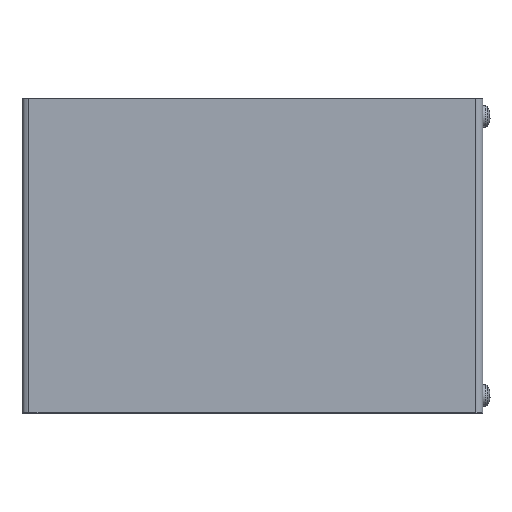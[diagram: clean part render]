
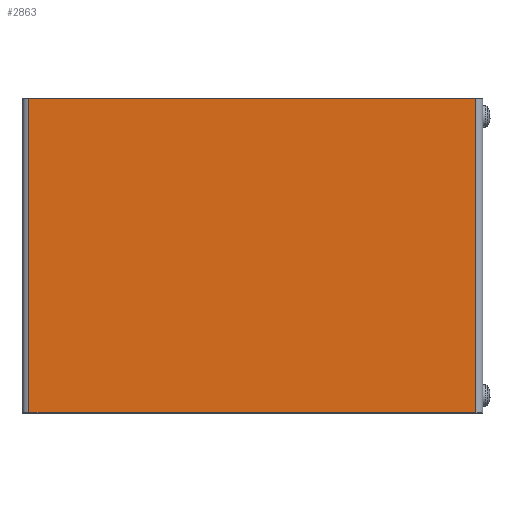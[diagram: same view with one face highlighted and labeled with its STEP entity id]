
A CAD part, top view. The second image highlights one B-rep face of the part: STEP entity #2863.
In plain terms, the highlighted planar face has unit normal (0, 0, 1).
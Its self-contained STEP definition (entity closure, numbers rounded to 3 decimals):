
#143=PLANE('',#3115);
#346=FACE_OUTER_BOUND('',#531,.T.);
#531=EDGE_LOOP('',(#2323,#2324,#2325,#2326));
#717=LINE('',#4495,#975);
#733=LINE('',#4536,#991);
#748=LINE('',#4571,#1006);
#750=LINE('',#4574,#1008);
#975=VECTOR('',#3601,10.);
#991=VECTOR('',#3643,10.);
#1006=VECTOR('',#3682,10.);
#1008=VECTOR('',#3686,10.);
#1386=VERTEX_POINT('',#4492);
#1387=VERTEX_POINT('',#4494);
#1398=VERTEX_POINT('',#4533);
#1399=VERTEX_POINT('',#4535);
#1700=EDGE_CURVE('',#1387,#1386,#717,.T.);
#1720=EDGE_CURVE('',#1399,#1398,#733,.T.);
#1738=EDGE_CURVE('',#1398,#1387,#748,.T.);
#1740=EDGE_CURVE('',#1386,#1399,#750,.T.);
#2323=ORIENTED_EDGE('',*,*,#1700,.T.);
#2324=ORIENTED_EDGE('',*,*,#1740,.T.);
#2325=ORIENTED_EDGE('',*,*,#1720,.T.);
#2326=ORIENTED_EDGE('',*,*,#1738,.T.);
#2863=ADVANCED_FACE('',(#346),#143,.T.);
#3115=AXIS2_PLACEMENT_3D('',#4573,#3684,#3685);
#3601=DIRECTION('',(0.,1.,0.));
#3643=DIRECTION('',(0.,-1.,0.));
#3682=DIRECTION('',(1.,0.,0.));
#3684=DIRECTION('center_axis',(0.,0.,1.));
#3685=DIRECTION('ref_axis',(1.,0.,0.));
#3686=DIRECTION('',(-1.,0.,0.));
#4492=CARTESIAN_POINT('',(89.,35.,36.));
#4494=CARTESIAN_POINT('',(89.,-55.,36.));
#4495=CARTESIAN_POINT('',(89.,12.5,36.));
#4533=CARTESIAN_POINT('',(-39.,-55.,36.));
#4535=CARTESIAN_POINT('',(-39.,35.,36.));
#4536=CARTESIAN_POINT('',(-39.,-32.5,36.));
#4571=CARTESIAN_POINT('',(91.,-55.,36.));
#4573=CARTESIAN_POINT('Origin',(25.,-10.,36.));
#4574=CARTESIAN_POINT('',(-41.,35.,36.));
